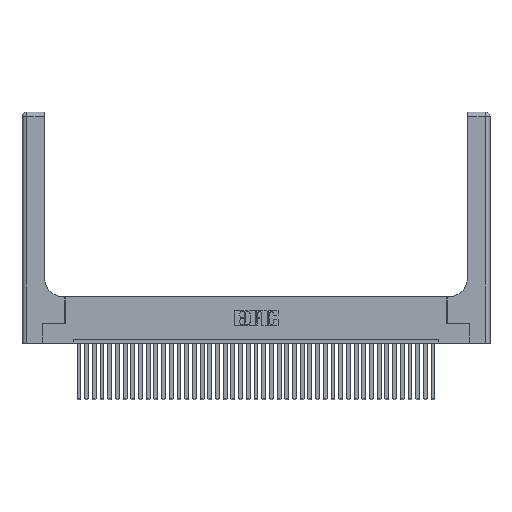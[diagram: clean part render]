
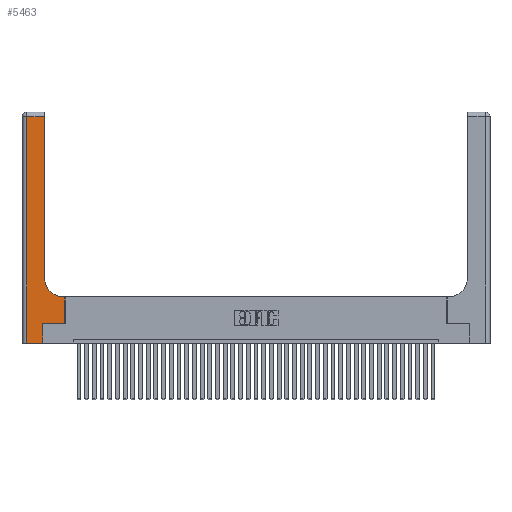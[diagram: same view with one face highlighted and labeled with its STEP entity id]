
A CAD part, top view. The second image highlights one B-rep face of the part: STEP entity #5463.
In plain terms, the highlighted planar face has unit normal (0, 0, 1).
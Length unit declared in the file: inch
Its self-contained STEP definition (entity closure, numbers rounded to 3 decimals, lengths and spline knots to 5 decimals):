
#325 = LINE ( 'NONE', #36713, #22011 ) ;
#722 = EDGE_CURVE ( 'NONE', #12589, #26155, #325, .T. ) ;
#874 = AXIS2_PLACEMENT_3D ( 'NONE', #7447, #22916, #34240 ) ;
#1162 = DIRECTION ( 'NONE',  ( 0., 1., 0. ) ) ;
#2051 = DIRECTION ( 'NONE',  ( 0., 1., 0. ) ) ;
#2304 = DIRECTION ( 'NONE',  ( 1., 0., 0. ) ) ;
#2692 = CARTESIAN_POINT ( 'NONE',  ( 0.269, 0.25, 0.37 ) ) ;
#3439 = VECTOR ( 'NONE', #2304, 39.37008 ) ;
#3470 = VECTOR ( 'NONE', #29762, 39.37008 ) ;
#3714 = EDGE_CURVE ( 'NONE', #28446, #11968, #11693, .T. ) ;
#3794 = LINE ( 'NONE', #32021, #35524 ) ;
#3964 = LINE ( 'NONE', #6432, #17452 ) ;
#5027 = AXIS2_PLACEMENT_3D ( 'NONE', #5141, #39003, #26625 ) ;
#5141 = CARTESIAN_POINT ( 'NONE',  ( 0., 3., 0.37 ) ) ;
#5463 = ADVANCED_FACE ( 'NONE', ( #23849 ), #20475, .F. ) ;
#6067 = EDGE_CURVE ( 'NONE', #26155, #31786, #30482, .T. ) ;
#6310 = ORIENTED_EDGE ( 'NONE', *, *, #13756, .T. ) ;
#6432 = CARTESIAN_POINT ( 'NONE',  ( 0.06, 3., 0.37 ) ) ;
#6900 = EDGE_CURVE ( 'NONE', #22272, #12589, #3964, .T. ) ;
#7447 = CARTESIAN_POINT ( 'NONE',  ( 0.5415, 0.85, 0.37 ) ) ;
#7871 = EDGE_CURVE ( 'NONE', #20592, #12097, #13491, .T. ) ;
#8618 = CARTESIAN_POINT ( 'NONE',  ( 0.269, 0.25, 0.37 ) ) ;
#9686 = ORIENTED_EDGE ( 'NONE', *, *, #24257, .T. ) ;
#9748 = LINE ( 'NONE', #11458, #30916 ) ;
#10067 = CARTESIAN_POINT ( 'NONE',  ( 0.269, 0., 0.37 ) ) ;
#11458 = CARTESIAN_POINT ( 'NONE',  ( 0.2915, 3., 0.37 ) ) ;
#11693 = LINE ( 'NONE', #23731, #3470 ) ;
#11968 = VERTEX_POINT ( 'NONE', #28122 ) ;
#12097 = VERTEX_POINT ( 'NONE', #22624 ) ;
#12589 = VERTEX_POINT ( 'NONE', #33040 ) ;
#13491 = CIRCLE ( 'NONE', #874, 0.25 ) ;
#13756 = EDGE_CURVE ( 'NONE', #11968, #20592, #35961, .T. ) ;
#15902 = LINE ( 'NONE', #8618, #3439 ) ;
#16669 = CARTESIAN_POINT ( 'NONE',  ( 0.2915, 0.6, 0.37 ) ) ;
#17452 = VECTOR ( 'NONE', #34166, 39.37008 ) ;
#17526 = EDGE_CURVE ( 'NONE', #31786, #28446, #15902, .T. ) ;
#18771 = DIRECTION ( 'NONE',  ( 1., 0., 0. ) ) ;
#19732 = DIRECTION ( 'NONE',  ( -1., 0., 0. ) ) ;
#20449 = CARTESIAN_POINT ( 'NONE',  ( 0.5585, 0.25, 0.37 ) ) ;
#20475 = PLANE ( 'NONE',  #5027 ) ;
#20592 = VERTEX_POINT ( 'NONE', #33660 ) ;
#21145 = VERTEX_POINT ( 'NONE', #39412 ) ;
#21842 = ORIENTED_EDGE ( 'NONE', *, *, #24914, .T. ) ;
#22011 = VECTOR ( 'NONE', #18771, 39.37008 ) ;
#22272 = VERTEX_POINT ( 'NONE', #22746 ) ;
#22305 = VECTOR ( 'NONE', #1162, 39.37008 ) ;
#22624 = CARTESIAN_POINT ( 'NONE',  ( 0.2915, 0.85, 0.37 ) ) ;
#22746 = CARTESIAN_POINT ( 'NONE',  ( 0.06, 2.94, 0.37 ) ) ;
#22916 = DIRECTION ( 'NONE',  ( 0., 0., -1. ) ) ;
#23731 = CARTESIAN_POINT ( 'NONE',  ( 0.5585, 0.25, 0.37 ) ) ;
#23849 = FACE_OUTER_BOUND ( 'NONE', #27623, .T. ) ;
#24257 = EDGE_CURVE ( 'NONE', #21145, #22272, #3794, .T. ) ;
#24908 = VECTOR ( 'NONE', #25932, 39.37008 ) ;
#24914 = EDGE_CURVE ( 'NONE', #12097, #21145, #9748, .T. ) ;
#25932 = DIRECTION ( 'NONE',  ( -1., 0., 0. ) ) ;
#25972 = ORIENTED_EDGE ( 'NONE', *, *, #722, .T. ) ;
#26155 = VERTEX_POINT ( 'NONE', #36062 ) ;
#26320 = ORIENTED_EDGE ( 'NONE', *, *, #6900, .T. ) ;
#26625 = DIRECTION ( 'NONE',  ( -1., 0., 0. ) ) ;
#27623 = EDGE_LOOP ( 'NONE', ( #21842, #9686, #26320, #25972, #38525, #39262, #34224, #6310, #33320 ) ) ;
#28122 = CARTESIAN_POINT ( 'NONE',  ( 0.5585, 0.6, 0.37 ) ) ;
#28446 = VERTEX_POINT ( 'NONE', #20449 ) ;
#29762 = DIRECTION ( 'NONE',  ( 0., 1., 0. ) ) ;
#30482 = LINE ( 'NONE', #10067, #22305 ) ;
#30916 = VECTOR ( 'NONE', #2051, 39.37008 ) ;
#31786 = VERTEX_POINT ( 'NONE', #2692 ) ;
#32021 = CARTESIAN_POINT ( 'NONE',  ( 0., 2.94, 0.37 ) ) ;
#33040 = CARTESIAN_POINT ( 'NONE',  ( 0.06, 0., 0.37 ) ) ;
#33320 = ORIENTED_EDGE ( 'NONE', *, *, #7871, .T. ) ;
#33660 = CARTESIAN_POINT ( 'NONE',  ( 0.5415, 0.6, 0.37 ) ) ;
#34166 = DIRECTION ( 'NONE',  ( 0., -1., 0. ) ) ;
#34224 = ORIENTED_EDGE ( 'NONE', *, *, #3714, .T. ) ;
#34240 = DIRECTION ( 'NONE',  ( 1., 0., 0. ) ) ;
#35524 = VECTOR ( 'NONE', #19732, 39.37008 ) ;
#35961 = LINE ( 'NONE', #16669, #24908 ) ;
#36062 = CARTESIAN_POINT ( 'NONE',  ( 0.269, 0., 0.37 ) ) ;
#36713 = CARTESIAN_POINT ( 'NONE',  ( 0., 0., 0.37 ) ) ;
#38525 = ORIENTED_EDGE ( 'NONE', *, *, #6067, .T. ) ;
#39003 = DIRECTION ( 'NONE',  ( 0., 0., -1. ) ) ;
#39262 = ORIENTED_EDGE ( 'NONE', *, *, #17526, .T. ) ;
#39412 = CARTESIAN_POINT ( 'NONE',  ( 0.2915, 2.94, 0.37 ) ) ;
